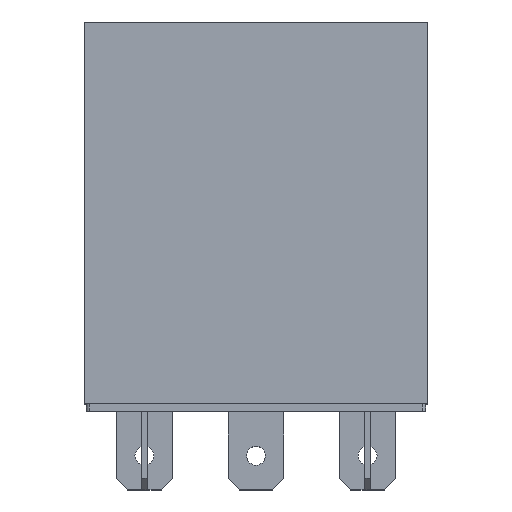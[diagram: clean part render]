
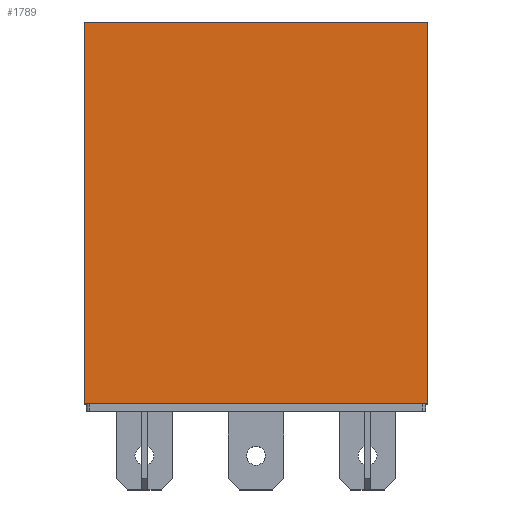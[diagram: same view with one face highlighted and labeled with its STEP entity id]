
A CAD part, top view. The second image highlights one B-rep face of the part: STEP entity #1789.
In plain terms, the highlighted planar face has unit normal (0, 0, 1).
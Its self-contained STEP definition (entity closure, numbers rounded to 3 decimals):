
#53 = EDGE_CURVE ( 'NONE', #1951, #2125, #502, .T. ) ;
#61 = EDGE_CURVE ( 'NONE', #1951, #1592, #493, .T. ) ;
#464 = VECTOR ( 'NONE', #1540, 1000. ) ;
#482 = VECTOR ( 'NONE', #1613, 1000. ) ;
#493 = LINE ( 'NONE', #1679, #464 ) ;
#502 = LINE ( 'NONE', #1639, #482 ) ;
#561 = CARTESIAN_POINT ( 'NONE',  ( 15.4, 34.9, 13.4 ) ) ;
#574 = DIRECTION ( 'NONE',  ( -1., 0., 0. ) ) ;
#601 = DIRECTION ( 'NONE',  ( 0., 0., -1. ) ) ;
#653 = DIRECTION ( 'NONE',  ( 0., -1., 0. ) ) ;
#680 = CARTESIAN_POINT ( 'NONE',  ( -15.4, 34.9, 13.4 ) ) ;
#695 = PLANE ( 'NONE',  #4352 ) ;
#1287 = CARTESIAN_POINT ( 'NONE',  ( -15.4, 34.9, 13.4 ) ) ;
#1540 = DIRECTION ( 'NONE',  ( 0., -1., 0. ) ) ;
#1563 = LINE ( 'NONE', #3971, #1621 ) ;
#1592 = VERTEX_POINT ( 'NONE', #3144 ) ;
#1613 = DIRECTION ( 'NONE',  ( 1., 0., 0. ) ) ;
#1621 = VECTOR ( 'NONE', #3920, 1000. ) ;
#1639 = CARTESIAN_POINT ( 'NONE',  ( -15.4, 34.9, 13.4 ) ) ;
#1679 = CARTESIAN_POINT ( 'NONE',  ( -15.4, 34.9, 13.4 ) ) ;
#1775 = EDGE_CURVE ( 'NONE', #2125, #1929, #3586, .T. ) ;
#1789 = ADVANCED_FACE ( 'NONE', ( #3532 ), #695, .F. ) ;
#1892 = ORIENTED_EDGE ( 'NONE', *, *, #4299, .F. ) ;
#1899 = ORIENTED_EDGE ( 'NONE', *, *, #1775, .F. ) ;
#1906 = ORIENTED_EDGE ( 'NONE', *, *, #53, .F. ) ;
#1913 = ORIENTED_EDGE ( 'NONE', *, *, #61, .T. ) ;
#1929 = VERTEX_POINT ( 'NONE', #2061 ) ;
#1951 = VERTEX_POINT ( 'NONE', #1287 ) ;
#2061 = CARTESIAN_POINT ( 'NONE',  ( 15.4, 0.7, 13.4 ) ) ;
#2125 = VERTEX_POINT ( 'NONE', #3948 ) ;
#3144 = CARTESIAN_POINT ( 'NONE',  ( -15.4, 0.7, 13.4 ) ) ;
#3422 = EDGE_LOOP ( 'NONE', ( #1892, #1899, #1906, #1913 ) ) ;
#3532 = FACE_OUTER_BOUND ( 'NONE', #3422, .T. ) ;
#3551 = VECTOR ( 'NONE', #653, 1000. ) ;
#3586 = LINE ( 'NONE', #561, #3551 ) ;
#3920 = DIRECTION ( 'NONE',  ( -1., 0., 0. ) ) ;
#3948 = CARTESIAN_POINT ( 'NONE',  ( 15.4, 34.9, 13.4 ) ) ;
#3971 = CARTESIAN_POINT ( 'NONE',  ( 15.4, 0.7, 13.4 ) ) ;
#4299 = EDGE_CURVE ( 'NONE', #1929, #1592, #1563, .T. ) ;
#4352 = AXIS2_PLACEMENT_3D ( 'NONE', #680, #601, #574 ) ;
